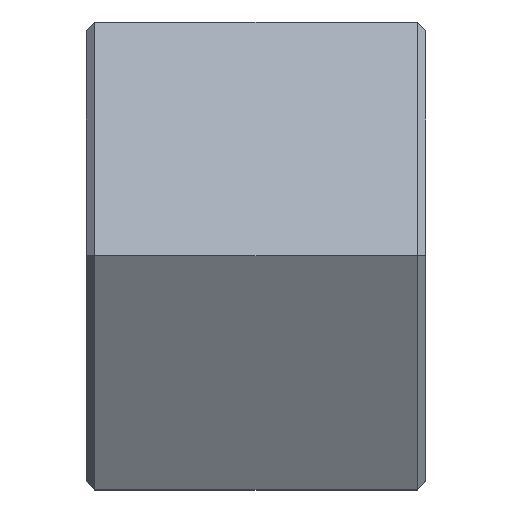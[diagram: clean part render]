
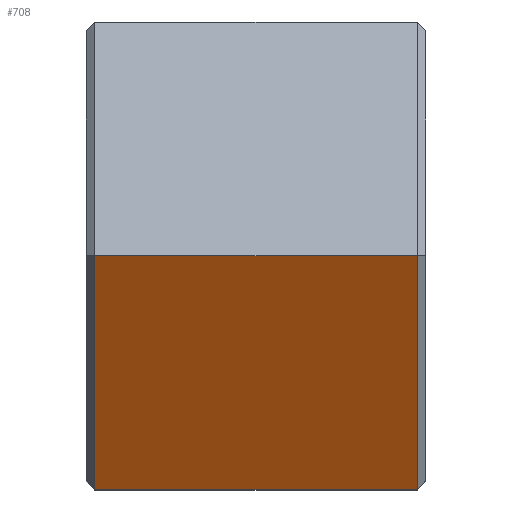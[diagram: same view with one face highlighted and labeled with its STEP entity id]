
A CAD part, top view. The second image highlights one B-rep face of the part: STEP entity #708.
In plain terms, the highlighted planar face has unit normal (0, -0.5, 0.866).
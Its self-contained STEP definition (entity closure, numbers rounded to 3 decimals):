
#180=DIRECTION('',(0.,-0.866,-0.5));
#181=VECTOR('',#180,23.83);
#182=CARTESIAN_POINT('',(0.762,0.,23.83));
#183=LINE('',#182,#181);
#184=DIRECTION('',(1.,0.,0.));
#185=VECTOR('',#184,28.448);
#186=CARTESIAN_POINT('',(0.762,0.,23.83));
#187=LINE('',#186,#185);
#204=DIRECTION('',(1.,0.,0.));
#205=VECTOR('',#204,28.448);
#206=CARTESIAN_POINT('',(0.762,-20.638,11.915));
#207=LINE('',#206,#205);
#254=DIRECTION('',(0.,-0.866,-0.5));
#255=VECTOR('',#254,23.83);
#256=CARTESIAN_POINT('',(29.21,0.,23.83));
#257=LINE('',#256,#255);
#546=CARTESIAN_POINT('',(0.762,0.,23.83));
#547=VERTEX_POINT('',#546);
#550=CARTESIAN_POINT('',(0.762,-20.638,11.915));
#551=VERTEX_POINT('',#550);
#578=CARTESIAN_POINT('',(29.21,-20.638,11.915));
#579=VERTEX_POINT('',#578);
#582=CARTESIAN_POINT('',(29.21,0.,23.83));
#583=VERTEX_POINT('',#582);
#694=CARTESIAN_POINT('',(0.,0.,23.83));
#695=DIRECTION('',(0.,-0.5,0.866));
#696=DIRECTION('',(0.,-0.866,-0.5));
#697=AXIS2_PLACEMENT_3D('',#694,#695,#696);
#698=PLANE('',#697);
#699=ORIENTED_EDGE('',*,*,#688,.F.);
#701=ORIENTED_EDGE('',*,*,#700,.T.);
#703=ORIENTED_EDGE('',*,*,#702,.T.);
#705=ORIENTED_EDGE('',*,*,#704,.F.);
#706=EDGE_LOOP('',(#699,#701,#703,#705));
#707=FACE_OUTER_BOUND('',#706,.F.);
#708=ADVANCED_FACE('',(#707),#698,.T.);
#688=EDGE_CURVE('',#547,#551,#183,.T.);
#700=EDGE_CURVE('',#547,#583,#187,.T.);
#702=EDGE_CURVE('',#583,#579,#257,.T.);
#704=EDGE_CURVE('',#551,#579,#207,.T.);
